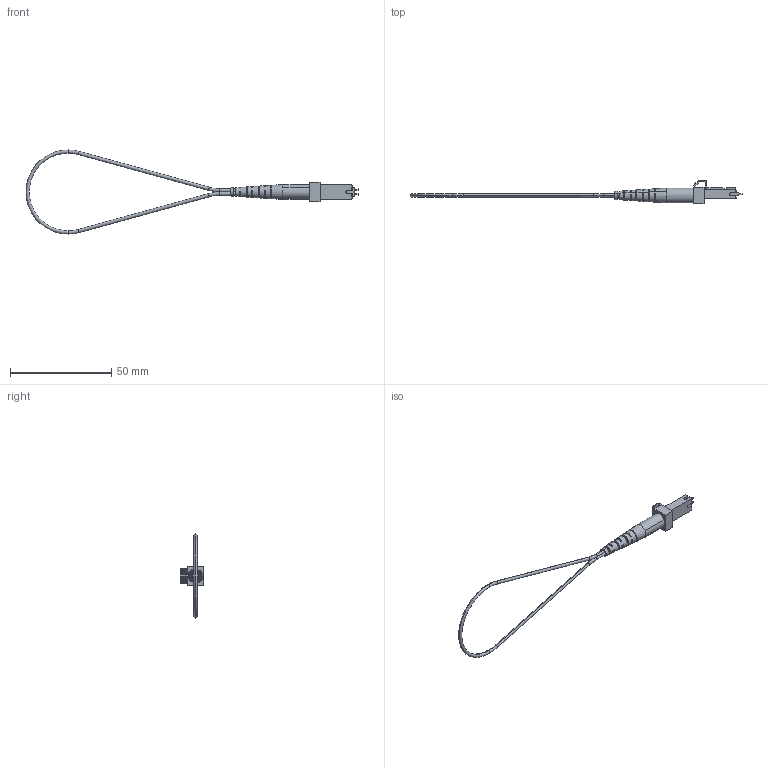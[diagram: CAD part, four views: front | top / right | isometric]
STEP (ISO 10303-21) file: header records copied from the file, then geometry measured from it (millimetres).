
FILE_DESCRIPTION (( 'STEP AP203' ), '1' );
FILE_NAME ('FOL-MTRJ.STEP', '2006-06-23T19:37:26', ( 'lcom' ), ( 'lcom' ), 'SwSTEP 2.0', 'SolidWorks 2006004', '' );
FILE_SCHEMA (( 'CONFIG_CONTROL_DESIGN' ));
Length unit declared in the file: inch
Products named in the file (7): SP30402-MA1; 1BA04-003; FOL-MTRJ; 1AV05-001; 1AF03-001-MA2_WITHOUT FERRULE; 1AF03-001-MA1; 1AF03-001
Assembly tree (6 placements, depth 3):
  FOL-MTRJ
    1BA04-003
    1AV05-001
    SP30402-MA1
    1AF03-001
      1AF03-001-MA1
      1AF03-001-MA2_WITHOUT FERRULE
Bounding box: 164.23 x 11.44 x 41.6 mm (x, y, z)
Volume: 2145.8 mm3; surface area: 4135.5 mm2
Topology: 5 solids, 5 shells, 181 faces, 511 edges, 332 vertices
Faces by surface type: plane 142, cylinder 25, torus 10, cone 4
Entity records: 6906 total; most frequent: CARTESIAN_POINT 1376, ORIENTED_EDGE 1022, DIRECTION 989, EDGE_CURVE 511, AXIS2_PLACEMENT_3D 343, VERTEX_POINT 332, LINE 303, VECTOR 303
